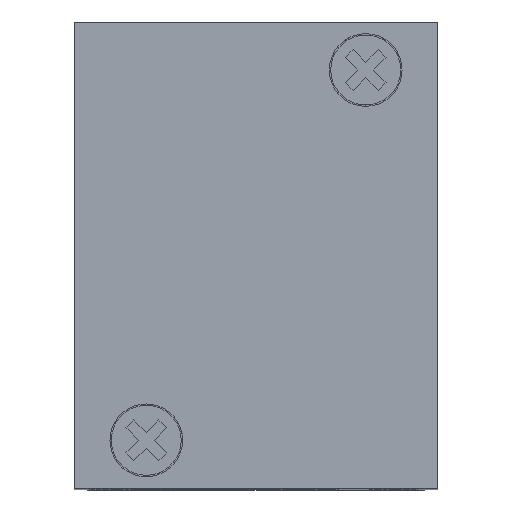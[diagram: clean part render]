
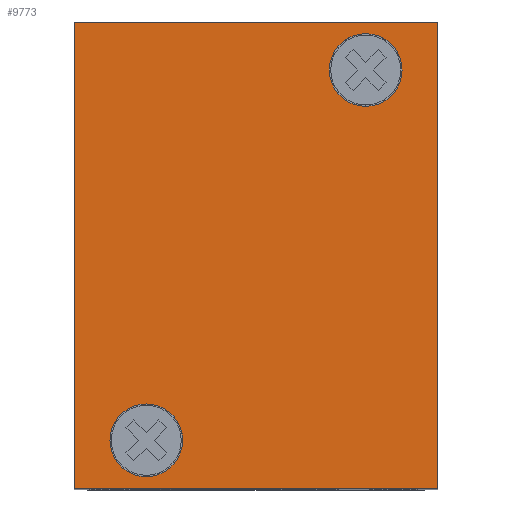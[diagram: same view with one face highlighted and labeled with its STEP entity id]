
A CAD part, top view. The second image highlights one B-rep face of the part: STEP entity #9773.
In plain terms, the highlighted planar face has unit normal (0, 0, 1).
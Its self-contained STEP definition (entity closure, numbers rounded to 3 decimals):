
#6211 = FACE_BOUND ( 'NONE', #22718, .T. ) ;
#6212 = FACE_BOUND ( 'NONE', #22708, .T. ) ;
#6214 = FACE_OUTER_BOUND ( 'NONE', #22712, .T. ) ;
#7212 = CIRCLE ( 'NONE', #25761, 2.65 ) ;
#7237 = CIRCLE ( 'NONE', #25765, 2.65 ) ;
#7381 = CIRCLE ( 'NONE', #25771, 2.65 ) ;
#7394 = LINE ( 'NONE', #12715, #7395 ) ;
#7395 = VECTOR ( 'NONE', #12716, 1000. ) ;
#7404 = LINE ( 'NONE', #12721, #7406 ) ;
#7406 = VECTOR ( 'NONE', #12722, 1000. ) ;
#7411 = LINE ( 'NONE', #12725, #7412 ) ;
#7412 = VECTOR ( 'NONE', #12726, 1000. ) ;
#7417 = LINE ( 'NONE', #12729, #7419 ) ;
#7419 = VECTOR ( 'NONE', #12730, 1000. ) ;
#7422 = CIRCLE ( 'NONE', #25772, 2.65 ) ;
#9773 = ADVANCED_FACE ( 'NONE', ( #6211, #6212, #6214 ), #29208, .T. ) ;
#12090 = CARTESIAN_POINT ( 'NONE',  ( 13.25, 17., 3.25 ) ) ;
#12091 = CARTESIAN_POINT ( 'NONE',  ( -13.25, 17., 3.25 ) ) ;
#12092 = CARTESIAN_POINT ( 'NONE',  ( 13.25, -17., 3.25 ) ) ;
#12093 = CARTESIAN_POINT ( 'NONE',  ( -13.25, -17., 3.25 ) ) ;
#12126 = CARTESIAN_POINT ( 'NONE',  ( -5.35, -13.5, 3.25 ) ) ;
#12127 = CARTESIAN_POINT ( 'NONE',  ( -10.65, -13.5, 3.25 ) ) ;
#12134 = CARTESIAN_POINT ( 'NONE',  ( 10.65, 13.5, 3.25 ) ) ;
#12135 = CARTESIAN_POINT ( 'NONE',  ( 5.35, 13.5, 3.25 ) ) ;
#12704 = CARTESIAN_POINT ( 'NONE',  ( -8., -13.5, 3.25 ) ) ;
#12705 = DIRECTION ( 'NONE',  ( 0., 0., 1. ) ) ;
#12706 = DIRECTION ( 'NONE',  ( 1., 0., 0. ) ) ;
#12715 = CARTESIAN_POINT ( 'NONE',  ( 0., -17., 3.25 ) ) ;
#12716 = DIRECTION ( 'NONE',  ( 1., 0., 0. ) ) ;
#12721 = CARTESIAN_POINT ( 'NONE',  ( -13.25, -33.671, 3.25 ) ) ;
#12722 = DIRECTION ( 'NONE',  ( 0., -1., 0. ) ) ;
#12725 = CARTESIAN_POINT ( 'NONE',  ( 0., 17., 3.25 ) ) ;
#12726 = DIRECTION ( 'NONE',  ( 1., 0., 0. ) ) ;
#12729 = CARTESIAN_POINT ( 'NONE',  ( 13.25, -33.671, 3.25 ) ) ;
#12730 = DIRECTION ( 'NONE',  ( 0., -1., 0. ) ) ;
#12731 = CARTESIAN_POINT ( 'NONE',  ( 8., 13.5, 3.25 ) ) ;
#12732 = DIRECTION ( 'NONE',  ( 0., 0., 1. ) ) ;
#12733 = DIRECTION ( 'NONE',  ( 1., 0., 0. ) ) ;
#15434 = AXIS2_PLACEMENT_3D ( 'NONE', #29209, #29210, #29211 ) ;
#22708 = EDGE_LOOP ( 'NONE', ( #30694, #30696 ) ) ;
#22712 = EDGE_LOOP ( 'NONE', ( #30698, #30700, #30702, #30704 ) ) ;
#22718 = EDGE_LOOP ( 'NONE', ( #30691, #30692 ) ) ;
#24109 = CARTESIAN_POINT ( 'NONE',  ( 8., 13.5, 3.25 ) ) ;
#24110 = DIRECTION ( 'NONE',  ( 0., 0., 1. ) ) ;
#24111 = DIRECTION ( 'NONE',  ( 1., 0., 0. ) ) ;
#24129 = CARTESIAN_POINT ( 'NONE',  ( -8., -13.5, 3.25 ) ) ;
#24130 = DIRECTION ( 'NONE',  ( 0., 0., 1. ) ) ;
#24131 = DIRECTION ( 'NONE',  ( 1., 0., 0. ) ) ;
#25474 = VERTEX_POINT ( 'NONE', #12090 ) ;
#25475 = VERTEX_POINT ( 'NONE', #12091 ) ;
#25476 = VERTEX_POINT ( 'NONE', #12092 ) ;
#25477 = VERTEX_POINT ( 'NONE', #12093 ) ;
#25510 = VERTEX_POINT ( 'NONE', #12126 ) ;
#25511 = VERTEX_POINT ( 'NONE', #12127 ) ;
#25518 = VERTEX_POINT ( 'NONE', #12134 ) ;
#25519 = VERTEX_POINT ( 'NONE', #12135 ) ;
#25761 = AXIS2_PLACEMENT_3D ( 'NONE', #24109, #24110, #24111 ) ;
#25765 = AXIS2_PLACEMENT_3D ( 'NONE', #24129, #24130, #24131 ) ;
#25771 = AXIS2_PLACEMENT_3D ( 'NONE', #12704, #12705, #12706 ) ;
#25772 = AXIS2_PLACEMENT_3D ( 'NONE', #12731, #12732, #12733 ) ;
#29208 = PLANE ( 'NONE',  #15434 ) ;
#29209 = CARTESIAN_POINT ( 'NONE',  ( 0., -33.671, 3.25 ) ) ;
#29210 = DIRECTION ( 'NONE',  ( 0., 0., 1. ) ) ;
#29211 = DIRECTION ( 'NONE',  ( 1., 0., 0. ) ) ;
#30691 = ORIENTED_EDGE ( 'NONE', *, *, #30903, .F. ) ;
#30692 = ORIENTED_EDGE ( 'NONE', *, *, #30760, .F. ) ;
#30694 = ORIENTED_EDGE ( 'NONE', *, *, #30875, .F. ) ;
#30696 = ORIENTED_EDGE ( 'NONE', *, *, #30777, .F. ) ;
#30698 = ORIENTED_EDGE ( 'NONE', *, *, #30901, .F. ) ;
#30700 = ORIENTED_EDGE ( 'NONE', *, *, #30896, .F. ) ;
#30702 = ORIENTED_EDGE ( 'NONE', *, *, #30892, .T. ) ;
#30704 = ORIENTED_EDGE ( 'NONE', *, *, #30885, .T. ) ;
#30760 = EDGE_CURVE ( 'NONE', #25519, #25518, #7212, .T. ) ;
#30777 = EDGE_CURVE ( 'NONE', #25511, #25510, #7237, .T. ) ;
#30875 = EDGE_CURVE ( 'NONE', #25510, #25511, #7381, .T. ) ;
#30885 = EDGE_CURVE ( 'NONE', #25477, #25476, #7394, .T. ) ;
#30892 = EDGE_CURVE ( 'NONE', #25475, #25477, #7404, .T. ) ;
#30896 = EDGE_CURVE ( 'NONE', #25475, #25474, #7411, .T. ) ;
#30901 = EDGE_CURVE ( 'NONE', #25474, #25476, #7417, .T. ) ;
#30903 = EDGE_CURVE ( 'NONE', #25518, #25519, #7422, .T. ) ;
